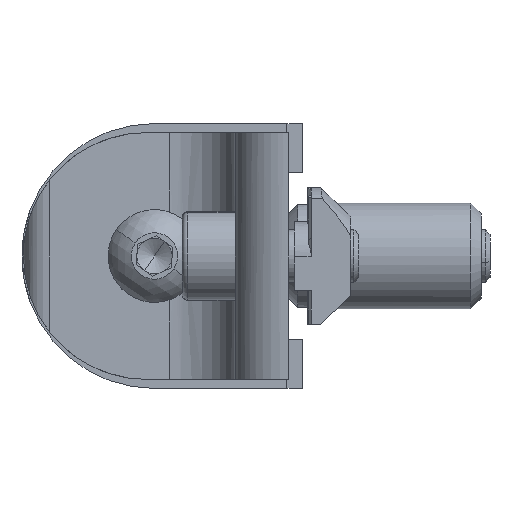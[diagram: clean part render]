
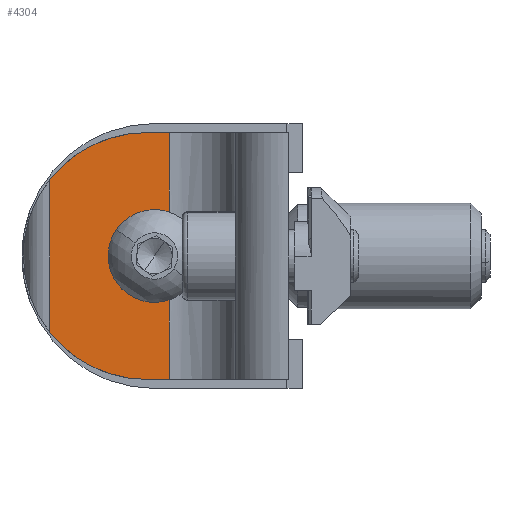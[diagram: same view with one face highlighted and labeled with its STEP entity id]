
A CAD part, left-side view. The second image highlights one B-rep face of the part: STEP entity #4304.
In plain terms, the highlighted planar face has unit normal (-1, 0, 0).
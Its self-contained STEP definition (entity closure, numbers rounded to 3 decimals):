
#216 = ORIENTED_EDGE ( 'NONE', *, *, #2274, .F. ) ;
#278 = CARTESIAN_POINT ( 'NONE',  ( -6., 6., 27.95 ) ) ;
#294 = ORIENTED_EDGE ( 'NONE', *, *, #3657, .T. ) ;
#349 = FACE_OUTER_BOUND ( 'NONE', #3570, .T. ) ;
#390 = CIRCLE ( 'NONE', #5650, 14. ) ;
#422 = DIRECTION ( 'NONE',  ( 1., 0., 0. ) ) ;
#430 = VERTEX_POINT ( 'NONE', #1988 ) ;
#483 = VECTOR ( 'NONE', #6551, 1000. ) ;
#534 = CARTESIAN_POINT ( 'NONE',  ( -6., 15.15, 13.975 ) ) ;
#638 = VERTEX_POINT ( 'NONE', #3210 ) ;
#655 = CARTESIAN_POINT ( 'NONE',  ( -6., 6., 0. ) ) ;
#750 = ORIENTED_EDGE ( 'NONE', *, *, #6910, .T. ) ;
#878 = CARTESIAN_POINT ( 'NONE',  ( -6., 13.5, 10.719 ) ) ;
#965 = CARTESIAN_POINT ( 'NONE',  ( -6., 27., 27.95 ) ) ;
#1061 = DIRECTION ( 'NONE',  ( 1., 0., 0. ) ) ;
#1076 = EDGE_CURVE ( 'NONE', #4160, #3134, #2466, .T. ) ;
#1200 = CARTESIAN_POINT ( 'NONE',  ( -6., 15.15, 17.625 ) ) ;
#1297 = CARTESIAN_POINT ( 'NONE',  ( -6., 15.15, 13.975 ) ) ;
#1452 = DIRECTION ( 'NONE',  ( 1., 0., 0. ) ) ;
#1486 = CARTESIAN_POINT ( 'NONE',  ( -6., 16., 13.95 ) ) ;
#1838 = DIRECTION ( 'NONE',  ( 0., 0., 1. ) ) ;
#1988 = CARTESIAN_POINT ( 'NONE',  ( -6., 13.5, 27.95 ) ) ;
#2024 = DIRECTION ( 'NONE',  ( -1., 0., 0. ) ) ;
#2206 = CIRCLE ( 'NONE', #2639, 3.65 ) ;
#2235 = DIRECTION ( 'NONE',  ( -1., 0., 0. ) ) ;
#2274 = EDGE_CURVE ( 'NONE', #3839, #430, #6465, .T. ) ;
#2311 = DIRECTION ( 'NONE',  ( 0., 1., 0. ) ) ;
#2412 = ORIENTED_EDGE ( 'NONE', *, *, #2542, .T. ) ;
#2466 = CIRCLE ( 'NONE', #3434, 3.65 ) ;
#2482 = CARTESIAN_POINT ( 'NONE',  ( -6., 13.5, 27.95 ) ) ;
#2542 = EDGE_CURVE ( 'NONE', #4679, #3752, #7240, .T. ) ;
#2639 = AXIS2_PLACEMENT_3D ( 'NONE', #1297, #1452, #5501 ) ;
#2647 = AXIS2_PLACEMENT_3D ( 'NONE', #278, #422, #4482 ) ;
#2876 = CARTESIAN_POINT ( 'NONE',  ( -6., 16., 14. ) ) ;
#2900 = EDGE_CURVE ( 'NONE', #4891, #4679, #390, .T. ) ;
#2953 = DIRECTION ( 'NONE',  ( 0., -1., 0. ) ) ;
#2992 = CARTESIAN_POINT ( 'NONE',  ( -6., 6., 27.95 ) ) ;
#2997 = DIRECTION ( 'NONE',  ( 0., 1., 0. ) ) ;
#3134 = VERTEX_POINT ( 'NONE', #1200 ) ;
#3163 = ORIENTED_EDGE ( 'NONE', *, *, #5053, .T. ) ;
#3210 = CARTESIAN_POINT ( 'NONE',  ( -6., 13.5, 17.231 ) ) ;
#3270 = PLANE ( 'NONE',  #2647 ) ;
#3419 = EDGE_CURVE ( 'NONE', #3134, #638, #5247, .T. ) ;
#3434 = AXIS2_PLACEMENT_3D ( 'NONE', #534, #3525, #2997 ) ;
#3510 = LINE ( 'NONE', #3590, #5845 ) ;
#3525 = DIRECTION ( 'NONE',  ( 1., 0., 0. ) ) ;
#3570 = EDGE_LOOP ( 'NONE', ( #3163, #294, #6226, #7108, #5762, #216, #750, #7333, #7536, #2412 ) ) ;
#3590 = CARTESIAN_POINT ( 'NONE',  ( -6., 13.5, 27.95 ) ) ;
#3657 = EDGE_CURVE ( 'NONE', #6440, #4160, #2206, .T. ) ;
#3706 = EDGE_CURVE ( 'NONE', #638, #430, #5535, .T. ) ;
#3752 = VERTEX_POINT ( 'NONE', #5990 ) ;
#3806 = DIRECTION ( 'NONE',  ( 0., 0., -1. ) ) ;
#3839 = VERTEX_POINT ( 'NONE', #6213 ) ;
#3946 = LINE ( 'NONE', #965, #7392 ) ;
#4160 = VERTEX_POINT ( 'NONE', #7241 ) ;
#4271 = AXIS2_PLACEMENT_3D ( 'NONE', #6297, #1061, #6900 ) ;
#4304 = ADVANCED_FACE ( 'NONE', ( #349 ), #3270, .F. ) ;
#4356 = EDGE_CURVE ( 'NONE', #5510, #4891, #3946, .T. ) ;
#4429 = CARTESIAN_POINT ( 'NONE',  ( -6., 27., 5.34 ) ) ;
#4482 = DIRECTION ( 'NONE',  ( 0., 1., 0. ) ) ;
#4679 = VERTEX_POINT ( 'NONE', #6469 ) ;
#4706 = VECTOR ( 'NONE', #4806, 1000. ) ;
#4806 = DIRECTION ( 'NONE',  ( 0., 0., 1. ) ) ;
#4891 = VERTEX_POINT ( 'NONE', #4429 ) ;
#5053 = EDGE_CURVE ( 'NONE', #3752, #6440, #3510, .T. ) ;
#5136 = VECTOR ( 'NONE', #2953, 1000. ) ;
#5203 = CARTESIAN_POINT ( 'NONE',  ( -6., 27., 22.61 ) ) ;
#5247 = CIRCLE ( 'NONE', #4271, 3.65 ) ;
#5501 = DIRECTION ( 'NONE',  ( 0., 1., 0. ) ) ;
#5510 = VERTEX_POINT ( 'NONE', #5203 ) ;
#5535 = LINE ( 'NONE', #2482, #4706 ) ;
#5650 = AXIS2_PLACEMENT_3D ( 'NONE', #2876, #2235, #2311 ) ;
#5762 = ORIENTED_EDGE ( 'NONE', *, *, #3706, .T. ) ;
#5845 = VECTOR ( 'NONE', #1838, 1000. ) ;
#5990 = CARTESIAN_POINT ( 'NONE',  ( -6., 13.5, 0. ) ) ;
#6099 = DIRECTION ( 'NONE',  ( 0., 1., 0. ) ) ;
#6213 = CARTESIAN_POINT ( 'NONE',  ( -6., 16., 27.95 ) ) ;
#6226 = ORIENTED_EDGE ( 'NONE', *, *, #1076, .T. ) ;
#6297 = CARTESIAN_POINT ( 'NONE',  ( -6., 15.15, 13.975 ) ) ;
#6440 = VERTEX_POINT ( 'NONE', #878 ) ;
#6465 = LINE ( 'NONE', #2992, #5136 ) ;
#6469 = CARTESIAN_POINT ( 'NONE',  ( -6., 16., 0. ) ) ;
#6551 = DIRECTION ( 'NONE',  ( 0., -1., 0. ) ) ;
#6879 = CIRCLE ( 'NONE', #7259, 14. ) ;
#6900 = DIRECTION ( 'NONE',  ( 0., 1., 0. ) ) ;
#6910 = EDGE_CURVE ( 'NONE', #3839, #5510, #6879, .T. ) ;
#7108 = ORIENTED_EDGE ( 'NONE', *, *, #3419, .T. ) ;
#7240 = LINE ( 'NONE', #655, #483 ) ;
#7241 = CARTESIAN_POINT ( 'NONE',  ( -6., 15.15, 10.325 ) ) ;
#7259 = AXIS2_PLACEMENT_3D ( 'NONE', #1486, #2024, #6099 ) ;
#7333 = ORIENTED_EDGE ( 'NONE', *, *, #4356, .T. ) ;
#7392 = VECTOR ( 'NONE', #3806, 1000. ) ;
#7536 = ORIENTED_EDGE ( 'NONE', *, *, #2900, .T. ) ;
